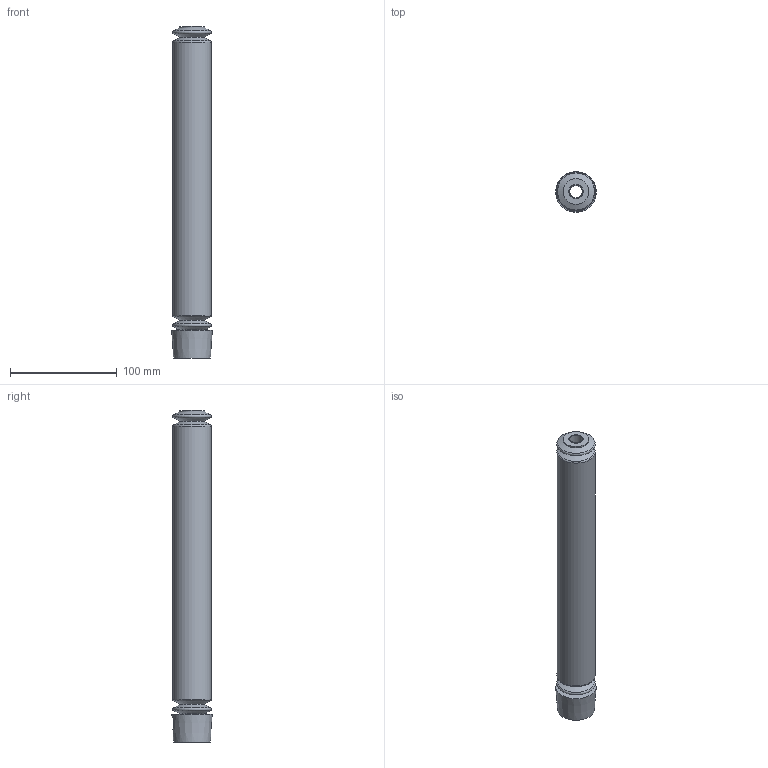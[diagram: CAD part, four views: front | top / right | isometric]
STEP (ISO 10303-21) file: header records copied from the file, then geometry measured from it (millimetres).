
FILE_DESCRIPTION(/* description */ ('STEP AP214'),/* implementation_level */ '2;1');
FILE_NAME(/* name */ '553449_DADB-S1-32-S251-300',/* time_stamp */ '2024-08-12T14:52:18+02:00',/* author */ ('License CC BY-ND 4.0'),/* organization */ ('CADENAS'),/* preprocessor_version */ 'ST-DEVELOPER v19.3',/* originating_system */ 'PARTsolutions',/* authorisation */ ' ');
FILE_SCHEMA (('AUTOMOTIVE_DESIGN {1 0 10303 214 3 1 1}'));
Length unit declared in the file: millimetre
Products named in the file (1): 553449 DADB-S1-32-S251-300---(283.050)
Bounding box: 38 x 38 x 310.97 mm (x, y, z)
Volume: 272868.4 mm3; surface area: 51808.9 mm2
Topology: 1 solids, 1 shells, 30 faces, 57 edges, 32 vertices
Faces by surface type: cone 10, torus 8, cylinder 7, plane 5
Full cylindrical faces by diameter (mm): 8.566 x1, 12 x1, 24 x1, 28.376 x1, 36.5 x1
Entity records: 699 total; most frequent: CARTESIAN_POINT 137, DIRECTION 120, ORIENTED_EDGE 68, EDGE_LOOP 60, FACE_BOUND 60, AXIS2_PLACEMENT_3D 60, EDGE_CURVE 34, VERTEX_POINT 32
